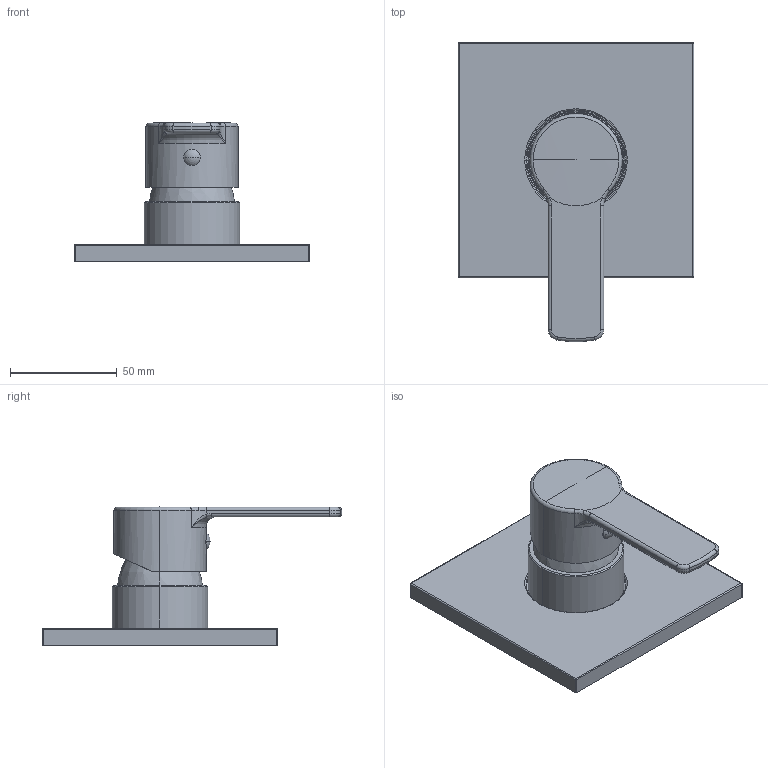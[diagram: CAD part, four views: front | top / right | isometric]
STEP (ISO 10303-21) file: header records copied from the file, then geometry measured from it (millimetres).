
FILE_DESCRIPTION((''),'2;1');
FILE_NAME('RED010CR','2021-11-08T13:22:52',('ut3'),('PAFFONI SpA'),'CREO PARAMETRIC BY PTC INC, 2020044','CREO PARAMETRIC BY PTC INC, 2020044','');
FILE_SCHEMA(('CONFIG_CONTROL_DESIGN','SHAPE_APPEARANCE_LAYERS_GROUPS'));
Length unit declared in the file: millimetre
Products named in the file (1): RED010CR
Bounding box: 110 x 139.91 x 64.83 mm (x, y, z)
Volume: 115330.8 mm3; surface area: 72940.7 mm2
Topology: 2 solids, 3 shells, 1112 faces, 2942 edges, 1831 vertices
Faces by surface type: plane 611, cylinder 289, torus 94, bspline 40, sphere 40, cone 38
Entity records: 46457 total; most frequent: CARTESIAN_POINT 11553, ORIENTED_EDGE 5860, DIRECTION 5436, EDGE_CURVE 2930, AXIS2_PLACEMENT_3D 1900, VERTEX_POINT 1831, VECTOR 1636, LINE 1636
